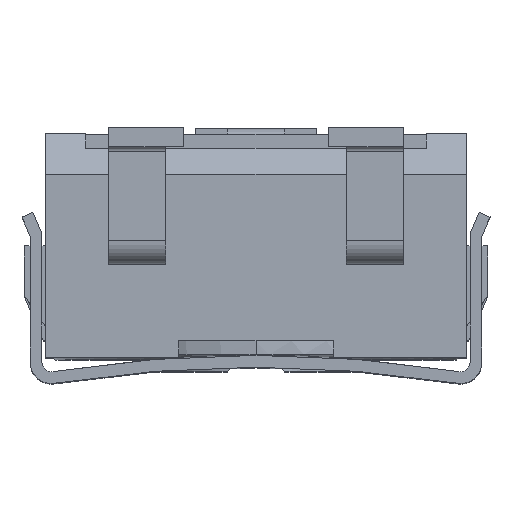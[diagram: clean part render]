
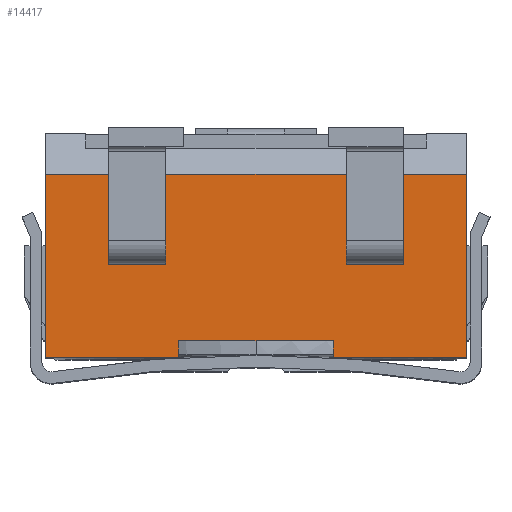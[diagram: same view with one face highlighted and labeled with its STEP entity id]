
A CAD part, top view. The second image highlights one B-rep face of the part: STEP entity #14417.
In plain terms, the highlighted planar face has unit normal (0, 0, 1).
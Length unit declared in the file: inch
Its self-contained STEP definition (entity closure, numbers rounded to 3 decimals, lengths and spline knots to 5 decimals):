
#90 = EDGE_CURVE ( 'NONE', #6521, #7461, #11306, .T. ) ;
#98 = CARTESIAN_POINT ( 'NONE',  ( 0.0325, -0.005, 0.0886 ) ) ;
#155 = FACE_BOUND ( 'NONE', #4353, .T. ) ;
#201 = VERTEX_POINT ( 'NONE', #6417 ) ;
#247 = LINE ( 'NONE', #6722, #3458 ) ;
#276 = LINE ( 'NONE', #14336, #8201 ) ;
#294 = PLANE ( 'NONE',  #3466 ) ;
#324 = CARTESIAN_POINT ( 'NONE',  ( -0.062, 0.042, 0.0886 ) ) ;
#460 = CARTESIAN_POINT ( 'NONE',  ( 0.062, 0.034, 0.0886 ) ) ;
#471 = CARTESIAN_POINT ( 'NONE',  ( 0.0325, -0.005, 0.0886 ) ) ;
#517 = ORIENTED_EDGE ( 'NONE', *, *, #11709, .T. ) ;
#556 = LINE ( 'NONE', #5489, #8656 ) ;
#878 = VERTEX_POINT ( 'NONE', #1427 ) ;
#953 = LINE ( 'NONE', #4193, #13416 ) ;
#972 = VERTEX_POINT ( 'NONE', #12043 ) ;
#1132 = LINE ( 'NONE', #98, #6186 ) ;
#1316 = VECTOR ( 'NONE', #11968, 39.37008 ) ;
#1325 = CARTESIAN_POINT ( 'NONE',  ( 0., 0.0335, 0.0886 ) ) ;
#1356 = EDGE_CURVE ( 'NONE', #11818, #8490, #13948, .T. ) ;
#1388 = ORIENTED_EDGE ( 'NONE', *, *, #10033, .T. ) ;
#1427 = CARTESIAN_POINT ( 'NONE',  ( 0.0325, -0.005, 0.0886 ) ) ;
#1496 = ORIENTED_EDGE ( 'NONE', *, *, #1356, .F. ) ;
#1856 = ORIENTED_EDGE ( 'NONE', *, *, #9408, .F. ) ;
#2179 = VERTEX_POINT ( 'NONE', #7072 ) ;
#2347 = EDGE_CURVE ( 'NONE', #6521, #972, #3189, .T. ) ;
#2426 = CARTESIAN_POINT ( 'NONE',  ( -0.038, 0.042, 0.0886 ) ) ;
#2682 = LINE ( 'NONE', #8220, #5965 ) ;
#2765 = DIRECTION ( 'NONE',  ( 0., -1., 0. ) ) ;
#2790 = ORIENTED_EDGE ( 'NONE', *, *, #4901, .T. ) ;
#3039 = DIRECTION ( 'NONE',  ( -1., 0., 0. ) ) ;
#3189 = LINE ( 'NONE', #14103, #8460 ) ;
#3265 = VECTOR ( 'NONE', #13653, 39.37008 ) ;
#3352 = EDGE_LOOP ( 'NONE', ( #517, #6641, #11593, #2790, #11758, #13520, #1388, #13013 ) ) ;
#3458 = VECTOR ( 'NONE', #10191, 39.37008 ) ;
#3466 = AXIS2_PLACEMENT_3D ( 'NONE', #1325, #11731, #9442 ) ;
#3647 = LINE ( 'NONE', #12121, #1316 ) ;
#3913 = ORIENTED_EDGE ( 'NONE', *, *, #2347, .T. ) ;
#3915 = FACE_BOUND ( 'NONE', #5264, .T. ) ;
#4184 = VECTOR ( 'NONE', #14266, 39.37008 ) ;
#4193 = CARTESIAN_POINT ( 'NONE',  ( -0.0325, 0.002, 0.0886 ) ) ;
#4247 = EDGE_CURVE ( 'NONE', #4897, #2179, #276, .T. ) ;
#4283 = VECTOR ( 'NONE', #12304, 39.37008 ) ;
#4353 = EDGE_LOOP ( 'NONE', ( #1496, #5783, #8439, #10466 ) ) ;
#4533 = EDGE_CURVE ( 'NONE', #10756, #11818, #10737, .T. ) ;
#4884 = LINE ( 'NONE', #324, #12644 ) ;
#4897 = VERTEX_POINT ( 'NONE', #13299 ) ;
#4901 = EDGE_CURVE ( 'NONE', #201, #5027, #953, .T. ) ;
#4987 = DIRECTION ( 'NONE',  ( 1., 0., 0. ) ) ;
#5027 = VERTEX_POINT ( 'NONE', #5548 ) ;
#5225 = CARTESIAN_POINT ( 'NONE',  ( -0.0325, -0.005, 0.0886 ) ) ;
#5264 = EDGE_LOOP ( 'NONE', ( #1856, #10136, #3913, #10375 ) ) ;
#5489 = CARTESIAN_POINT ( 'NONE',  ( -0.038, 0.034, 0.0886 ) ) ;
#5525 = VERTEX_POINT ( 'NONE', #14313 ) ;
#5548 = CARTESIAN_POINT ( 'NONE',  ( 0.0325, 0.002, 0.0886 ) ) ;
#5659 = VECTOR ( 'NONE', #14634, 39.37008 ) ;
#5783 = ORIENTED_EDGE ( 'NONE', *, *, #4533, .F. ) ;
#5809 = VERTEX_POINT ( 'NONE', #9278 ) ;
#5965 = VECTOR ( 'NONE', #14095, 39.37008 ) ;
#5987 = DIRECTION ( 'NONE',  ( -1., 0., 0. ) ) ;
#6101 = LINE ( 'NONE', #471, #4283 ) ;
#6186 = VECTOR ( 'NONE', #9262, 39.37008 ) ;
#6417 = CARTESIAN_POINT ( 'NONE',  ( -0.0325, 0.002, 0.0886 ) ) ;
#6498 = VERTEX_POINT ( 'NONE', #460 ) ;
#6521 = VERTEX_POINT ( 'NONE', #12104 ) ;
#6641 = ORIENTED_EDGE ( 'NONE', *, *, #9281, .T. ) ;
#6722 = CARTESIAN_POINT ( 'NONE',  ( 0.062, 0.034, 0.0886 ) ) ;
#6739 = CARTESIAN_POINT ( 'NONE',  ( 0.062, 0.042, 0.0886 ) ) ;
#7057 = EDGE_CURVE ( 'NONE', #10756, #6498, #9309, .T. ) ;
#7072 = CARTESIAN_POINT ( 'NONE',  ( 0.0885, 0.072, 0.0886 ) ) ;
#7175 = DIRECTION ( 'NONE',  ( 0., -1., 0. ) ) ;
#7337 = VECTOR ( 'NONE', #2765, 39.37008 ) ;
#7344 = CARTESIAN_POINT ( 'NONE',  ( 0.0885, -0.005, 0.0886 ) ) ;
#7397 = DIRECTION ( 'NONE',  ( 0., 1., 0. ) ) ;
#7461 = VERTEX_POINT ( 'NONE', #8124 ) ;
#7538 = DIRECTION ( 'NONE',  ( 1., 0., 0. ) ) ;
#8124 = CARTESIAN_POINT ( 'NONE',  ( -0.062, 0.042, 0.0886 ) ) ;
#8201 = VECTOR ( 'NONE', #4987, 39.37008 ) ;
#8220 = CARTESIAN_POINT ( 'NONE',  ( -0.0885, -0.005, 0.0886 ) ) ;
#8439 = ORIENTED_EDGE ( 'NONE', *, *, #7057, .T. ) ;
#8460 = VECTOR ( 'NONE', #7175, 39.37008 ) ;
#8476 = VERTEX_POINT ( 'NONE', #5225 ) ;
#8490 = VERTEX_POINT ( 'NONE', #12192 ) ;
#8656 = VECTOR ( 'NONE', #3039, 39.37008 ) ;
#9164 = FACE_OUTER_BOUND ( 'NONE', #3352, .T. ) ;
#9262 = DIRECTION ( 'NONE',  ( 0., 1., 0. ) ) ;
#9278 = CARTESIAN_POINT ( 'NONE',  ( -0.0885, -0.005, 0.0886 ) ) ;
#9281 = EDGE_CURVE ( 'NONE', #5809, #8476, #2682, .T. ) ;
#9309 = LINE ( 'NONE', #9692, #7337 ) ;
#9408 = EDGE_CURVE ( 'NONE', #7461, #10696, #4884, .T. ) ;
#9442 = DIRECTION ( 'NONE',  ( 1., 0., 0. ) ) ;
#9676 = EDGE_CURVE ( 'NONE', #972, #10696, #556, .T. ) ;
#9692 = CARTESIAN_POINT ( 'NONE',  ( 0.062, 0.042, 0.0886 ) ) ;
#10033 = EDGE_CURVE ( 'NONE', #5525, #2179, #12209, .T. ) ;
#10136 = ORIENTED_EDGE ( 'NONE', *, *, #90, .F. ) ;
#10191 = DIRECTION ( 'NONE',  ( -1., 0., 0. ) ) ;
#10375 = ORIENTED_EDGE ( 'NONE', *, *, #9676, .T. ) ;
#10466 = ORIENTED_EDGE ( 'NONE', *, *, #11383, .T. ) ;
#10696 = VERTEX_POINT ( 'NONE', #12062 ) ;
#10737 = LINE ( 'NONE', #13622, #5659 ) ;
#10756 = VERTEX_POINT ( 'NONE', #6739 ) ;
#11306 = LINE ( 'NONE', #2426, #13288 ) ;
#11370 = EDGE_CURVE ( 'NONE', #8476, #201, #13240, .T. ) ;
#11383 = EDGE_CURVE ( 'NONE', #6498, #8490, #247, .T. ) ;
#11593 = ORIENTED_EDGE ( 'NONE', *, *, #11370, .T. ) ;
#11709 = EDGE_CURVE ( 'NONE', #4897, #5809, #3647, .T. ) ;
#11731 = DIRECTION ( 'NONE',  ( 0., 0., 1. ) ) ;
#11758 = ORIENTED_EDGE ( 'NONE', *, *, #12048, .F. ) ;
#11818 = VERTEX_POINT ( 'NONE', #12213 ) ;
#11968 = DIRECTION ( 'NONE',  ( 0., -1., 0. ) ) ;
#12043 = CARTESIAN_POINT ( 'NONE',  ( -0.038, 0.034, 0.0886 ) ) ;
#12048 = EDGE_CURVE ( 'NONE', #878, #5027, #1132, .T. ) ;
#12062 = CARTESIAN_POINT ( 'NONE',  ( -0.062, 0.034, 0.0886 ) ) ;
#12104 = CARTESIAN_POINT ( 'NONE',  ( -0.038, 0.042, 0.0886 ) ) ;
#12121 = CARTESIAN_POINT ( 'NONE',  ( -0.0885, 0.072, 0.0886 ) ) ;
#12192 = CARTESIAN_POINT ( 'NONE',  ( 0.038, 0.034, 0.0886 ) ) ;
#12209 = LINE ( 'NONE', #7344, #14577 ) ;
#12213 = CARTESIAN_POINT ( 'NONE',  ( 0.038, 0.042, 0.0886 ) ) ;
#12304 = DIRECTION ( 'NONE',  ( 1., 0., 0. ) ) ;
#12644 = VECTOR ( 'NONE', #14351, 39.37008 ) ;
#13013 = ORIENTED_EDGE ( 'NONE', *, *, #4247, .F. ) ;
#13240 = LINE ( 'NONE', #14763, #3265 ) ;
#13288 = VECTOR ( 'NONE', #5987, 39.37008 ) ;
#13299 = CARTESIAN_POINT ( 'NONE',  ( -0.0885, 0.072, 0.0886 ) ) ;
#13416 = VECTOR ( 'NONE', #7538, 39.37008 ) ;
#13467 = EDGE_CURVE ( 'NONE', #878, #5525, #6101, .T. ) ;
#13520 = ORIENTED_EDGE ( 'NONE', *, *, #13467, .T. ) ;
#13622 = CARTESIAN_POINT ( 'NONE',  ( 0.062, 0.042, 0.0886 ) ) ;
#13653 = DIRECTION ( 'NONE',  ( 0., 1., 0. ) ) ;
#13948 = LINE ( 'NONE', #14208, #4184 ) ;
#14095 = DIRECTION ( 'NONE',  ( 1., 0., 0. ) ) ;
#14103 = CARTESIAN_POINT ( 'NONE',  ( -0.038, 0.042, 0.0886 ) ) ;
#14208 = CARTESIAN_POINT ( 'NONE',  ( 0.038, 0.042, 0.0886 ) ) ;
#14266 = DIRECTION ( 'NONE',  ( 0., -1., 0. ) ) ;
#14313 = CARTESIAN_POINT ( 'NONE',  ( 0.0885, -0.005, 0.0886 ) ) ;
#14336 = CARTESIAN_POINT ( 'NONE',  ( -0.0885, 0.072, 0.0886 ) ) ;
#14351 = DIRECTION ( 'NONE',  ( 0., -1., 0. ) ) ;
#14417 = ADVANCED_FACE ( 'NONE', ( #9164, #3915, #155 ), #294, .T. ) ;
#14577 = VECTOR ( 'NONE', #7397, 39.37008 ) ;
#14634 = DIRECTION ( 'NONE',  ( -1., 0., 0. ) ) ;
#14763 = CARTESIAN_POINT ( 'NONE',  ( -0.0325, -0.005, 0.0886 ) ) ;
